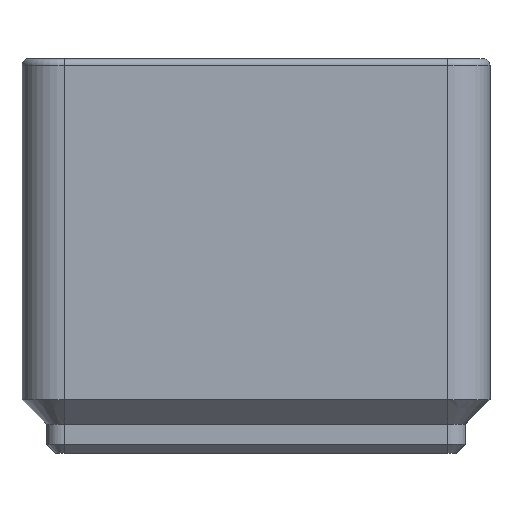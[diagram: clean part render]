
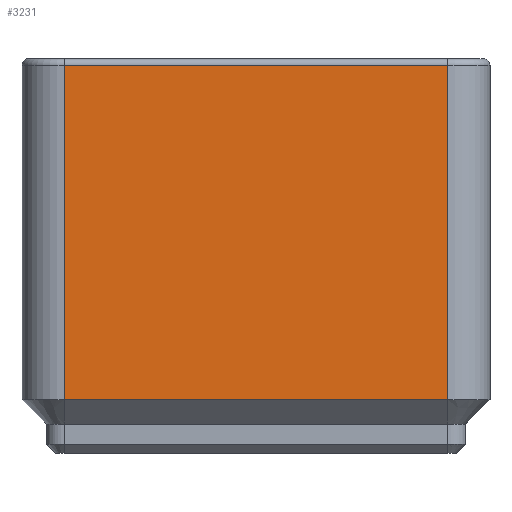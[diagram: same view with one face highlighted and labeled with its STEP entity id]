
A CAD part, left-side view. The second image highlights one B-rep face of the part: STEP entity #3231.
In plain terms, the highlighted planar face has unit normal (-1, 0, 0).
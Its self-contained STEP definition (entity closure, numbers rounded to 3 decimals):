
#101 = CYLINDRICAL_SURFACE('',#102,0.6);
#102 = AXIS2_PLACEMENT_3D('',#103,#104,#105);
#103 = CARTESIAN_POINT('',(0.85,4.,34.4));
#104 = DIRECTION('',(0.,-1.,0.));
#105 = DIRECTION('',(1.,0.,0.));
#917 = VERTEX_POINT('',#918);
#918 = CARTESIAN_POINT('',(0.25,38.,34.4));
#933 = CYLINDRICAL_SURFACE('',#934,3.75);
#934 = AXIS2_PLACEMENT_3D('',#935,#936,#937);
#935 = CARTESIAN_POINT('',(4.,38.,0.));
#936 = DIRECTION('',(0.,0.,1.));
#937 = DIRECTION('',(1.,0.,0.));
#1027 = EDGE_CURVE('',#917,#1028,#1030,.T.);
#1028 = VERTEX_POINT('',#1029);
#1029 = CARTESIAN_POINT('',(0.25,4.,34.4));
#1030 = SURFACE_CURVE('',#1031,(#1035,#1042),.PCURVE_S1.);
#1031 = LINE('',#1032,#1033);
#1032 = CARTESIAN_POINT('',(0.25,4.,34.4));
#1033 = VECTOR('',#1034,1.);
#1034 = DIRECTION('',(0.,-1.,0.));
#1035 = PCURVE('',#101,#1036);
#1036 = DEFINITIONAL_REPRESENTATION('',(#1037),#1041);
#1037 = LINE('',#1038,#1039);
#1038 = CARTESIAN_POINT('',(3.142,0.));
#1039 = VECTOR('',#1040,1.);
#1040 = DIRECTION('',(0.,1.));
#1041 = ( GEOMETRIC_REPRESENTATION_CONTEXT(2) 
PARAMETRIC_REPRESENTATION_CONTEXT() REPRESENTATION_CONTEXT('2D SPACE',''
  ) );
#1042 = PCURVE('',#1043,#1048);
#1043 = PLANE('',#1044);
#1044 = AXIS2_PLACEMENT_3D('',#1045,#1046,#1047);
#1045 = CARTESIAN_POINT('',(0.25,21.,17.2));
#1046 = DIRECTION('',(-1.,0.,0.));
#1047 = DIRECTION('',(0.,0.,-1.));
#1048 = DEFINITIONAL_REPRESENTATION('',(#1049),#1053);
#1049 = LINE('',#1050,#1051);
#1050 = CARTESIAN_POINT('',(-17.2,17.));
#1051 = VECTOR('',#1052,1.);
#1052 = DIRECTION('',(0.,1.));
#1053 = ( GEOMETRIC_REPRESENTATION_CONTEXT(2) 
PARAMETRIC_REPRESENTATION_CONTEXT() REPRESENTATION_CONTEXT('2D SPACE',''
  ) );
#1155 = CYLINDRICAL_SURFACE('',#1156,3.75);
#1156 = AXIS2_PLACEMENT_3D('',#1157,#1158,#1159);
#1157 = CARTESIAN_POINT('',(4.,4.,0.));
#1158 = DIRECTION('',(0.,0.,1.));
#1159 = DIRECTION('',(1.,0.,0.));
#3128 = VERTEX_POINT('',#3129);
#3129 = CARTESIAN_POINT('',(0.25,38.,4.75));
#3156 = EDGE_CURVE('',#3128,#917,#3157,.T.);
#3157 = SURFACE_CURVE('',#3158,(#3162,#3169),.PCURVE_S1.);
#3158 = LINE('',#3159,#3160);
#3159 = CARTESIAN_POINT('',(0.25,38.,0.));
#3160 = VECTOR('',#3161,1.);
#3161 = DIRECTION('',(0.,0.,1.));
#3162 = PCURVE('',#933,#3163);
#3163 = DEFINITIONAL_REPRESENTATION('',(#3164),#3168);
#3164 = LINE('',#3165,#3166);
#3165 = CARTESIAN_POINT('',(3.142,0.));
#3166 = VECTOR('',#3167,1.);
#3167 = DIRECTION('',(0.,1.));
#3168 = ( GEOMETRIC_REPRESENTATION_CONTEXT(2) 
PARAMETRIC_REPRESENTATION_CONTEXT() REPRESENTATION_CONTEXT('2D SPACE',''
  ) );
#3169 = PCURVE('',#1043,#3170);
#3170 = DEFINITIONAL_REPRESENTATION('',(#3171),#3175);
#3171 = LINE('',#3172,#3173);
#3172 = CARTESIAN_POINT('',(17.2,-17.));
#3173 = VECTOR('',#3174,1.);
#3174 = DIRECTION('',(-1.,0.));
#3175 = ( GEOMETRIC_REPRESENTATION_CONTEXT(2) 
PARAMETRIC_REPRESENTATION_CONTEXT() REPRESENTATION_CONTEXT('2D SPACE',''
  ) );
#3231 = ADVANCED_FACE('',(#3232),#1043,.T.);
#3232 = FACE_BOUND('',#3233,.T.);
#3233 = EDGE_LOOP('',(#3234,#3235,#3236,#3264));
#3234 = ORIENTED_EDGE('',*,*,#1027,.F.);
#3235 = ORIENTED_EDGE('',*,*,#3156,.F.);
#3236 = ORIENTED_EDGE('',*,*,#3237,.F.);
#3237 = EDGE_CURVE('',#3238,#3128,#3240,.T.);
#3238 = VERTEX_POINT('',#3239);
#3239 = CARTESIAN_POINT('',(0.25,4.,4.75));
#3240 = SURFACE_CURVE('',#3241,(#3245,#3252),.PCURVE_S1.);
#3241 = LINE('',#3242,#3243);
#3242 = CARTESIAN_POINT('',(0.25,12.5,4.75));
#3243 = VECTOR('',#3244,1.);
#3244 = DIRECTION('',(0.,1.,0.));
#3245 = PCURVE('',#1043,#3246);
#3246 = DEFINITIONAL_REPRESENTATION('',(#3247),#3251);
#3247 = LINE('',#3248,#3249);
#3248 = CARTESIAN_POINT('',(12.45,8.5));
#3249 = VECTOR('',#3250,1.);
#3250 = DIRECTION('',(0.,-1.));
#3251 = ( GEOMETRIC_REPRESENTATION_CONTEXT(2) 
PARAMETRIC_REPRESENTATION_CONTEXT() REPRESENTATION_CONTEXT('2D SPACE',''
  ) );
#3252 = PCURVE('',#3253,#3258);
#3253 = PLANE('',#3254);
#3254 = AXIS2_PLACEMENT_3D('',#3255,#3256,#3257);
#3255 = CARTESIAN_POINT('',(2.4,4.,2.6));
#3256 = DIRECTION('',(0.707,0.,0.707));
#3257 = DIRECTION('',(0.,-1.,0.));
#3258 = DEFINITIONAL_REPRESENTATION('',(#3259),#3263);
#3259 = LINE('',#3260,#3261);
#3260 = CARTESIAN_POINT('',(-8.5,-3.041));
#3261 = VECTOR('',#3262,1.);
#3262 = DIRECTION('',(-1.,0.));
#3263 = ( GEOMETRIC_REPRESENTATION_CONTEXT(2) 
PARAMETRIC_REPRESENTATION_CONTEXT() REPRESENTATION_CONTEXT('2D SPACE',''
  ) );
#3264 = ORIENTED_EDGE('',*,*,#3265,.T.);
#3265 = EDGE_CURVE('',#3238,#1028,#3266,.T.);
#3266 = SURFACE_CURVE('',#3267,(#3271,#3278),.PCURVE_S1.);
#3267 = LINE('',#3268,#3269);
#3268 = CARTESIAN_POINT('',(0.25,4.,0.));
#3269 = VECTOR('',#3270,1.);
#3270 = DIRECTION('',(0.,0.,1.));
#3271 = PCURVE('',#1043,#3272);
#3272 = DEFINITIONAL_REPRESENTATION('',(#3273),#3277);
#3273 = LINE('',#3274,#3275);
#3274 = CARTESIAN_POINT('',(17.2,17.));
#3275 = VECTOR('',#3276,1.);
#3276 = DIRECTION('',(-1.,0.));
#3277 = ( GEOMETRIC_REPRESENTATION_CONTEXT(2) 
PARAMETRIC_REPRESENTATION_CONTEXT() REPRESENTATION_CONTEXT('2D SPACE',''
  ) );
#3278 = PCURVE('',#1155,#3279);
#3279 = DEFINITIONAL_REPRESENTATION('',(#3280),#3284);
#3280 = LINE('',#3281,#3282);
#3281 = CARTESIAN_POINT('',(3.142,0.));
#3282 = VECTOR('',#3283,1.);
#3283 = DIRECTION('',(0.,1.));
#3284 = ( GEOMETRIC_REPRESENTATION_CONTEXT(2) 
PARAMETRIC_REPRESENTATION_CONTEXT() REPRESENTATION_CONTEXT('2D SPACE',''
  ) );
